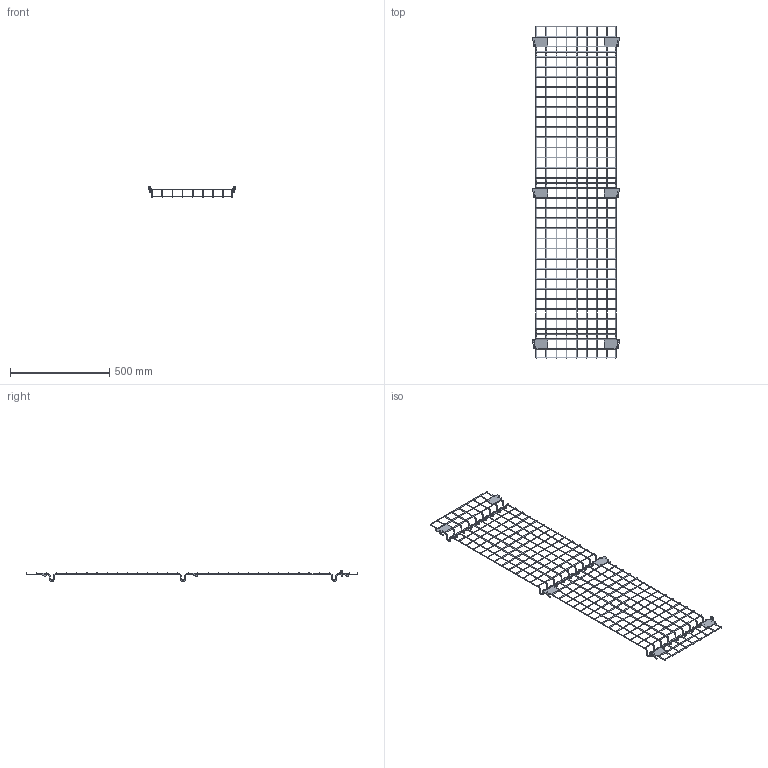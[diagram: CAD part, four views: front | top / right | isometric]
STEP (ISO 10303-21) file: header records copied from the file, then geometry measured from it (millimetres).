
FILE_DESCRIPTION (( 'STEP AP214' ), '1' );
FILE_NAME ('X01666.STEP', '2024-02-23T11:08:23', ( '' ), ( '' ), 'SwSTEP 2.0', 'SolidWorks 2023', '' );
FILE_SCHEMA (( 'AUTOMOTIVE_DESIGN' ));
Length unit declared in the file: inch
Products named in the file (1): X01666
Bounding box: 439.75 x 1673.22 x 53.41 mm (x, y, z)
Volume: 474957.7 mm3; surface area: 449314.8 mm2
Topology: 56 solids, 56 shells, 534 faces, 1164 edges, 746 vertices
Faces by surface type: cylinder 202, plane 200, bspline 120, cone 12
Full cylindrical faces by diameter (mm): 4.064 x154, 4.763 x2, 5.105 x2, 6.229 x2, 6.35 x2
Entity records: 15530 total; most frequent: CARTESIAN_POINT 5511, DIRECTION 1938, ORIENTED_EDGE 1456, EDGE_LOOP 832, AXIS2_PLACEMENT_3D 827, FACE_OUTER_BOUND 812, EDGE_CURVE 728, VERTEX_POINT 600
